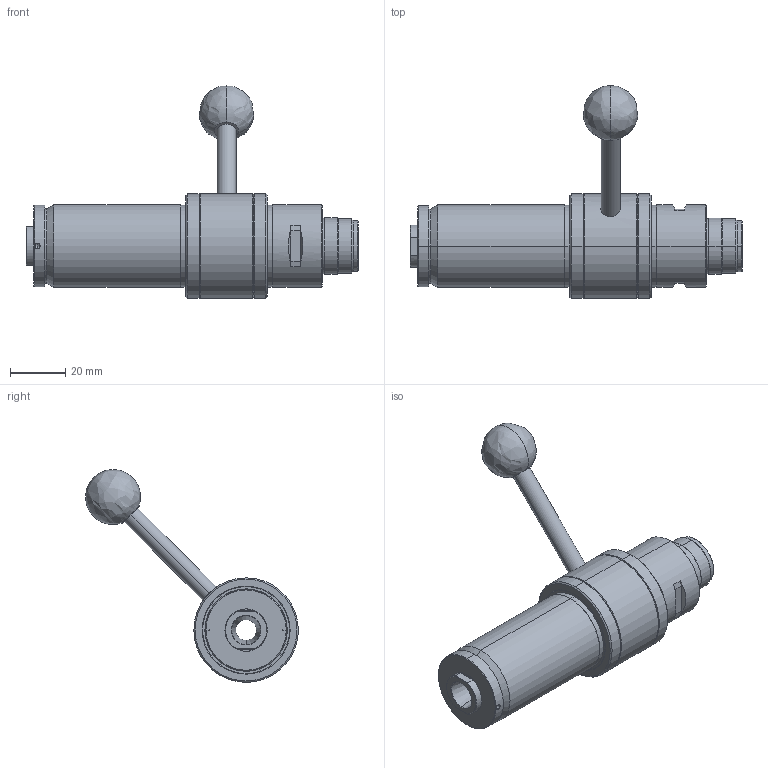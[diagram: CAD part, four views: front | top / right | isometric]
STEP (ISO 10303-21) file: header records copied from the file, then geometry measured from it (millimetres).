
FILE_DESCRIPTION (( 'STEP AP203' ), '1' );
FILE_NAME ('NRR3060-QC(コレットなし).STEP', '2021-04-01T00:28:13', ( '' ), ( '' ), 'SwSTEP 2.0', 'SolidWorks 2017', '' );
FILE_SCHEMA (( 'CONFIG_CONTROL_DESIGN' ));
Length unit declared in the file: millimetre
Products named in the file (1): NRR3060-QC(コレットなし)
Bounding box: 120.7 x 77.33 x 77.33 mm (x, y, z)
Volume: 37962 mm3; surface area: 34742.5 mm2
Topology: 8 solids, 8 shells, 237 faces, 525 edges, 321 vertices
Faces by surface type: cylinder 85, cone 75, plane 63, bspline 14
Entity records: 7381 total; most frequent: CARTESIAN_POINT 2010, DIRECTION 1192, ORIENTED_EDGE 1030, EDGE_CURVE 515, AXIS2_PLACEMENT_3D 497, VERTEX_POINT 321, EDGE_LOOP 278, CIRCLE 273
